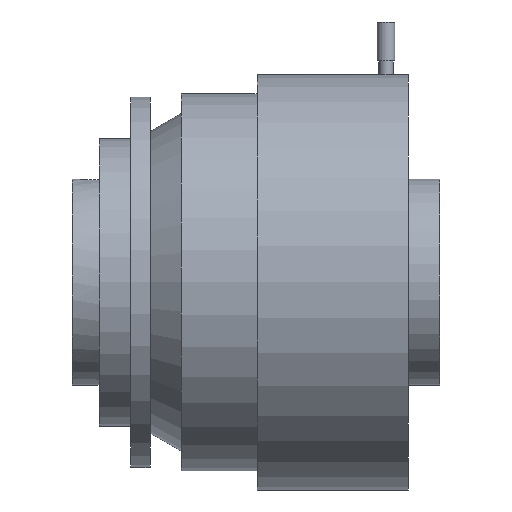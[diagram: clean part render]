
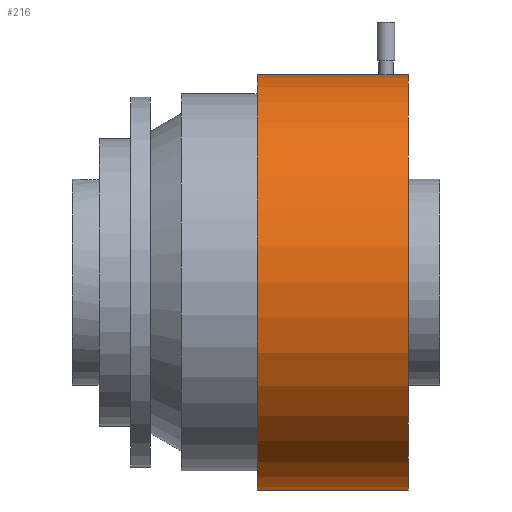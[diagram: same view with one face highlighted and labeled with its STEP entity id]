
A CAD part, front view. The second image highlights one B-rep face of the part: STEP entity #216.
In plain terms, the highlighted cylindrical face has radius 135.255 mm (diameter 270.51 mm), a partial arc.
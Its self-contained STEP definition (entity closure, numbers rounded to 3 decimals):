
#87=CARTESIAN_POINT('POINT7',(209.106,0.,
   135.255));
#88=VERTEX_POINT('VERTEX7',#87);
#96=CARTESIAN_POINT('POINT8',(199.835,0.,
   135.255));
#97=VERTEX_POINT('VERTEX8',#96);
#104=CARTESIAN_POINT('POINT9',(204.47,-4.636,
   135.176));
#105=VERTEX_POINT('VERTEX9',#104);
#106=B_SPLINE_CURVE_WITH_KNOTS('SPLINE_CRV1',3,(#107,#108,#109,#110,#111
   ,#112,#113,#114,#115,#116),.UNSPECIFIED.,.F.,.F.,(4,2,2,2,4),(
   0.,0.069,0.138,
   0.206,0.275),.UNSPECIFIED.);
#107=CARTESIAN_POINT('',(204.47,-4.636,135.176)
   );
#108=CARTESIAN_POINT('',(203.888,-4.636,
   135.176));
#109=CARTESIAN_POINT('',(203.267,-4.519,
   135.18));
#110=CARTESIAN_POINT('',(202.125,-4.046,
   135.195));
#111=CARTESIAN_POINT('',(201.604,-3.689,
   135.205));
#112=CARTESIAN_POINT('',(200.781,-2.866,
   135.225));
#113=CARTESIAN_POINT('',(200.424,-2.345,
   135.236));
#114=CARTESIAN_POINT('',(199.951,-1.203,
   135.251));
#115=CARTESIAN_POINT('',(199.835,-0.582,
   135.255));
#116=CARTESIAN_POINT('',(199.835,0.,
   135.255));
#117=EDGE_CURVE('EDGE11',#105,#97,#106,.T.);
#119=B_SPLINE_CURVE_WITH_KNOTS('SPLINE_CRV2',3,(#120,#121,#122,#123,#124
   ,#125,#126,#127,#128,#129),.UNSPECIFIED.,.F.,.F.,(4,2,2,2,4),(
   0.825,0.894,0.963,
   1.031,1.1),.UNSPECIFIED.);
#120=CARTESIAN_POINT('',(209.106,0.,
   135.255));
#121=CARTESIAN_POINT('',(209.106,-0.582,
   135.255));
#122=CARTESIAN_POINT('',(208.989,-1.203,
   135.251));
#123=CARTESIAN_POINT('',(208.516,-2.345,
   135.236));
#124=CARTESIAN_POINT('',(208.159,-2.866,
   135.225));
#125=CARTESIAN_POINT('',(207.336,-3.689,
   135.205));
#126=CARTESIAN_POINT('',(206.815,-4.046,
   135.195));
#127=CARTESIAN_POINT('',(205.673,-4.519,
   135.18));
#128=CARTESIAN_POINT('',(205.052,-4.636,
   135.176));
#129=CARTESIAN_POINT('',(204.47,-4.636,135.176)
   );
#130=EDGE_CURVE('EDGE12',#88,#105,#119,.T.);
#167=CARTESIAN_POINT('POINT10',(218.948,0.,
   135.255));
#168=VERTEX_POINT('VERTEX10',#167);
#169=CARTESIAN_POINT('POS12',(169.685,0.,
   135.255));
#170=DIRECTION('DIR19',(-1.,0.,0.));
#171=VECTOR('VEC5',#170,1.);
#172=LINE('STRAIGHT5',#169,#171);
#173=EDGE_CURVE('EDGE14',#168,#88,#172,.T.);
#174=ORIENTED_EDGE('COEDGE24',*,*,#173,.T.);
#175=ORIENTED_EDGE('COEDGE25',*,*,#130,.T.);
#176=ORIENTED_EDGE('COEDGE26',*,*,#117,.T.);
#177=CARTESIAN_POINT('POINT11',(120.421,0.,
   135.255));
#178=VERTEX_POINT('VERTEX11',#177);
#179=CARTESIAN_POINT('POS13',(169.685,0.,
   135.255));
#180=DIRECTION('DIR20',(-1.,0.,0.));
#181=VECTOR('VEC6',#180,1.);
#182=LINE('STRAIGHT6',#179,#181);
#183=EDGE_CURVE('EDGE15',#97,#178,#182,.T.);
#184=ORIENTED_EDGE('COEDGE27',*,*,#183,.T.);
#185=CARTESIAN_POINT('POINT12',(120.421,0.,
   -135.255));
#186=VERTEX_POINT('VERTEX12',#185);
#187=CARTESIAN_POINT('POS14',(120.421,0.,0.));
#188=DIRECTION('DIR21',(-1.,0.,0.));
#189=DIRECTION('DIR22',(0.,0.,1.));
#190=AXIS2_PLACEMENT_3D('AXIS8',#187,#188,#189);
#191=CIRCLE('ELLIPSE4',#190,135.255);
#192=EDGE_CURVE('EDGE16',#186,#178,#191,.T.);
#193=ORIENTED_EDGE('COEDGE28',*,*,#192,.F.);
#194=CARTESIAN_POINT('POINT13',(218.948,0.,
   -135.255));
#195=VERTEX_POINT('VERTEX13',#194);
#196=CARTESIAN_POINT('POS15',(169.685,0.,
   -135.255));
#197=DIRECTION('DIR23',(1.,0.,0.));
#198=VECTOR('VEC7',#197,1.);
#199=LINE('STRAIGHT7',#196,#198);
#200=EDGE_CURVE('EDGE17',#186,#195,#199,.T.);
#201=ORIENTED_EDGE('COEDGE29',*,*,#200,.T.);
#202=CARTESIAN_POINT('POS16',(218.948,0.,0.));
#203=DIRECTION('DIR24',(-1.,0.,0.));
#204=DIRECTION('DIR25',(0.,0.,1.));
#205=AXIS2_PLACEMENT_3D('AXIS9',#202,#203,#204);
#206=CIRCLE('ELLIPSE5',#205,135.255);
#207=EDGE_CURVE('EDGE18',#195,#168,#206,.T.);
#208=ORIENTED_EDGE('COEDGE30',*,*,#207,.T.);
#209=EDGE_LOOP('NONE',(#174,#175,#176,#184,#193,#201,#208));
#210=FACE_BOUND('LOOP1',#209,.T.);
#211=CARTESIAN_POINT('POS17',(169.685,0.,0.));
#212=DIRECTION('DIR26',(-1.,0.,0.));
#213=DIRECTION('DIR27',(0.,0.,1.));
#214=AXIS2_PLACEMENT_3D('AXIS10',#211,#212,#213);
#215=CYLINDRICAL_SURFACE('CONE_SURF3',#214,135.255);
#216=ADVANCED_FACE('FACE7',(#210),#215,.T.);
